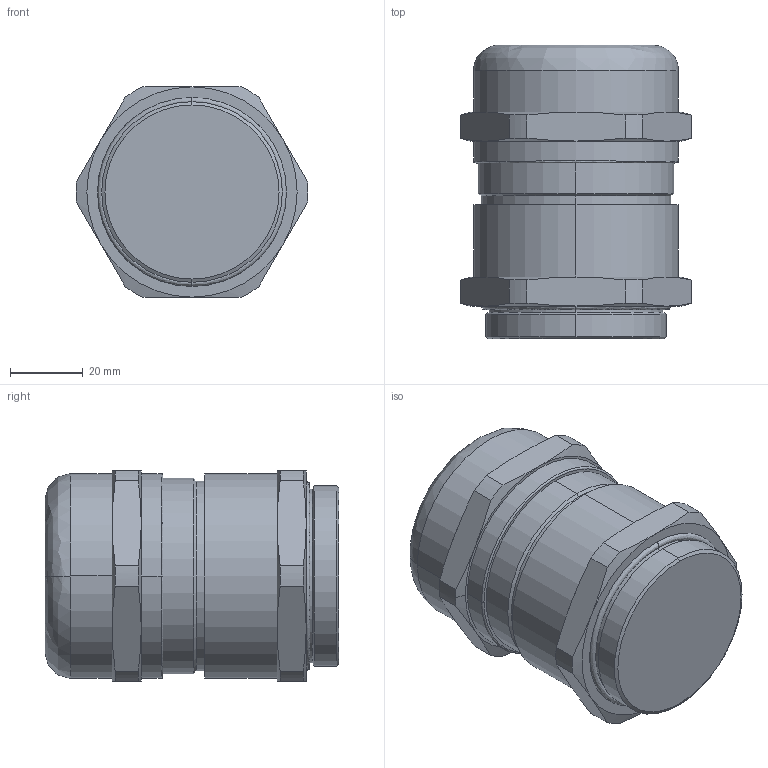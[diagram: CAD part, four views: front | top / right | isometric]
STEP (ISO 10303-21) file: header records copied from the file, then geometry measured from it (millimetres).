
FILE_DESCRIPTION (( 'STEP AP203' ), '1' );
FILE_NAME ('BMEM-E6-M50T-WCL.step', '2021-11-30T16:52:50', ( '' ), ( '' ), 'SwSTEP 2.0', 'SolidWorks 2021', '' );
FILE_SCHEMA (( 'CONFIG_CONTROL_DESIGN' ));
Length unit declared in the file: inch
Products named in the file (1): BMEM-E6-M50T-WCL
Bounding box: 64 x 81.01 x 58 mm (x, y, z)
Volume: 199096.4 mm3; surface area: 21052.3 mm2
Topology: 1 solids, 1 shells, 89 faces, 198 edges, 118 vertices
Faces by surface type: cone 31, cylinder 27, plane 21, bspline 10
Entity records: 3011 total; most frequent: CARTESIAN_POINT 1028, DIRECTION 406, ORIENTED_EDGE 396, EDGE_CURVE 198, AXIS2_PLACEMENT_3D 180, VERTEX_POINT 118, CIRCLE 100, EDGE_LOOP 96
